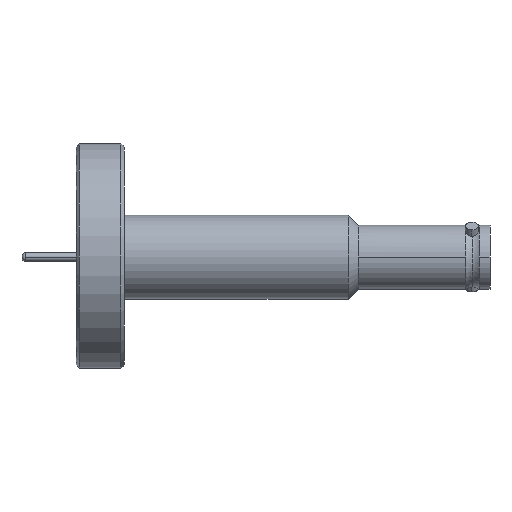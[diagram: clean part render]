
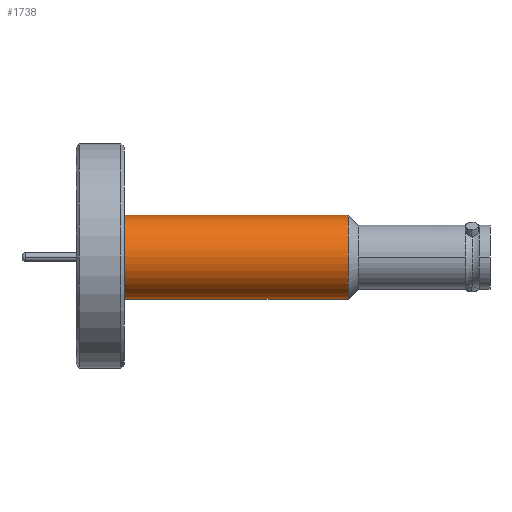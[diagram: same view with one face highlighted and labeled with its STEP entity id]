
A CAD part, left-side view. The second image highlights one B-rep face of the part: STEP entity #1738.
In plain terms, the highlighted cylindrical face has radius 6.312 mm (diameter 12.624 mm), a partial arc.
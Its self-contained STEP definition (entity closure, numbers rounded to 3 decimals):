
#173 = DIRECTION ( 'NONE',  ( 0., 1., 0. ) ) ;
#423 = VECTOR ( 'NONE', #3227, 1000. ) ;
#450 = LINE ( 'NONE', #2795, #423 ) ;
#484 = VERTEX_POINT ( 'NONE', #2293 ) ;
#809 = CARTESIAN_POINT ( 'NONE',  ( -0.255, -22.504, 6.146 ) ) ;
#838 = ORIENTED_EDGE ( 'NONE', *, *, #3533, .F. ) ;
#1246 = DIRECTION ( 'NONE',  ( 0., 1., 0. ) ) ;
#1343 = ORIENTED_EDGE ( 'NONE', *, *, #2548, .T. ) ;
#1376 = CARTESIAN_POINT ( 'NONE',  ( -0.255, -0.076, -6.478 ) ) ;
#1469 = DIRECTION ( 'NONE',  ( 0., 0., 1. ) ) ;
#1571 = EDGE_CURVE ( 'NONE', #3902, #2499, #2569, .T. ) ;
#1584 = CIRCLE ( 'NONE', #2774, 6.312 ) ;
#1738 = ADVANCED_FACE ( 'NONE', ( #2434 ), #2379, .T. ) ;
#1766 = EDGE_CURVE ( 'NONE', #4039, #3902, #2383, .T. ) ;
#1961 = CARTESIAN_POINT ( 'NONE',  ( -0.255, -0.076, -0.166 ) ) ;
#1978 = DIRECTION ( 'NONE',  ( 0., -1., 0. ) ) ;
#1989 = DIRECTION ( 'NONE',  ( 0., 0., 1. ) ) ;
#2020 = CARTESIAN_POINT ( 'NONE',  ( -0.255, -33.693, 6.146 ) ) ;
#2293 = CARTESIAN_POINT ( 'NONE',  ( -0.255, -33.693, -6.478 ) ) ;
#2306 = CARTESIAN_POINT ( 'NONE',  ( -0.255, -33.693, -0.166 ) ) ;
#2324 = DIRECTION ( 'NONE',  ( 0., 1., 0. ) ) ;
#2339 = DIRECTION ( 'NONE',  ( 0., 0., 1. ) ) ;
#2379 = CYLINDRICAL_SURFACE ( 'NONE', #3712, 6.312 ) ;
#2383 = LINE ( 'NONE', #809, #2482 ) ;
#2434 = FACE_OUTER_BOUND ( 'NONE', #3837, .T. ) ;
#2482 = VECTOR ( 'NONE', #173, 1000. ) ;
#2499 = VERTEX_POINT ( 'NONE', #1376 ) ;
#2548 = EDGE_CURVE ( 'NONE', #484, #4039, #1584, .T. ) ;
#2569 = CIRCLE ( 'NONE', #3611, 6.312 ) ;
#2774 = AXIS2_PLACEMENT_3D ( 'NONE', #2306, #2324, #2339 ) ;
#2795 = CARTESIAN_POINT ( 'NONE',  ( -0.255, -22.504, -6.478 ) ) ;
#3020 = CARTESIAN_POINT ( 'NONE',  ( -0.255, -22.504, -0.166 ) ) ;
#3198 = ORIENTED_EDGE ( 'NONE', *, *, #1766, .T. ) ;
#3227 = DIRECTION ( 'NONE',  ( 0., 1., 0. ) ) ;
#3255 = ORIENTED_EDGE ( 'NONE', *, *, #1571, .T. ) ;
#3377 = CARTESIAN_POINT ( 'NONE',  ( -0.255, -0.076, 6.146 ) ) ;
#3533 = EDGE_CURVE ( 'NONE', #484, #2499, #450, .T. ) ;
#3611 = AXIS2_PLACEMENT_3D ( 'NONE', #1961, #1978, #1989 ) ;
#3712 = AXIS2_PLACEMENT_3D ( 'NONE', #3020, #1246, #1469 ) ;
#3837 = EDGE_LOOP ( 'NONE', ( #838, #1343, #3198, #3255 ) ) ;
#3902 = VERTEX_POINT ( 'NONE', #3377 ) ;
#4039 = VERTEX_POINT ( 'NONE', #2020 ) ;
